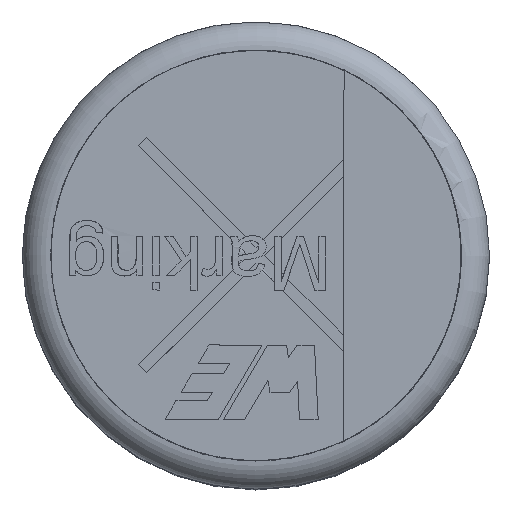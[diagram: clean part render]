
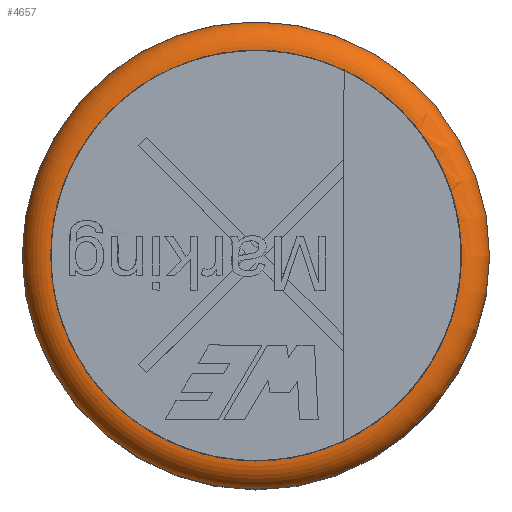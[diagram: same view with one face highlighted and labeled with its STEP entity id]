
A CAD part, top view. The second image highlights one B-rep face of the part: STEP entity #4657.
In plain terms, the highlighted toroidal (fillet/blend) face has major radius 3.519 mm and minor radius 0.481 mm.
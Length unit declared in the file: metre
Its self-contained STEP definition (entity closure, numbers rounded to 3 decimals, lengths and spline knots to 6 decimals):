
#25=TOROIDAL_SURFACE('',#4918,0.003519,0.000481);
#1414=ORIENTED_EDGE('',*,*,#2039,.F.);
#1415=ORIENTED_EDGE('',*,*,#2040,.T.);
#1416=ORIENTED_EDGE('',*,*,#2010,.T.);
#2010=EDGE_CURVE('',#2344,#2343,#2433,.T.);
#2039=EDGE_CURVE('',#2374,#2374,#2454,.T.);
#2040=EDGE_CURVE('',#2343,#2344,#2455,.T.);
#2343=VERTEX_POINT('',#7050);
#2344=VERTEX_POINT('',#7053);
#2374=VERTEX_POINT('',#7139);
#2433=CIRCLE('',#4875,0.003519);
#2454=CIRCLE('',#4919,0.004);
#2455=CIRCLE('',#4920,0.003519);
#2674=EDGE_LOOP('',(#1414));
#2675=EDGE_LOOP('',(#1415,#1416));
#2940=FACE_BOUND('',#2674,.T.);
#2941=FACE_BOUND('',#2675,.T.);
#4657=ADVANCED_FACE('',(#2940,#2941),#25,.T.);
#4875=AXIS2_PLACEMENT_3D('',#7058,#5580,#5581);
#4918=AXIS2_PLACEMENT_3D('',#7137,#5674,#5675);
#4919=AXIS2_PLACEMENT_3D('',#7138,#5676,#5677);
#4920=AXIS2_PLACEMENT_3D('',#7140,#5678,#5679);
#5580=DIRECTION('',(0.,0.,-1.));
#5581=DIRECTION('',(1.,0.,0.));
#5674=DIRECTION('',(0.,0.,-1.));
#5675=DIRECTION('',(-1.,0.,0.));
#5676=DIRECTION('',(0.,0.,-1.));
#5677=DIRECTION('',(-1.,0.,0.));
#5678=DIRECTION('',(0.,0.,-1.));
#5679=DIRECTION('',(-1.,0.,0.));
#7050=CARTESIAN_POINT('',(-0.0015,0.003183,0.00889));
#7053=CARTESIAN_POINT('',(-0.0015,-0.003183,0.00889));
#7058=CARTESIAN_POINT('',(0.,0.,0.00889));
#7137=CARTESIAN_POINT('',(0.,0.,0.008409));
#7138=CARTESIAN_POINT('',(0.,0.,0.008409));
#7139=CARTESIAN_POINT('',(-0.004,0.,0.008409));
#7140=CARTESIAN_POINT('',(0.,0.,0.00889));
